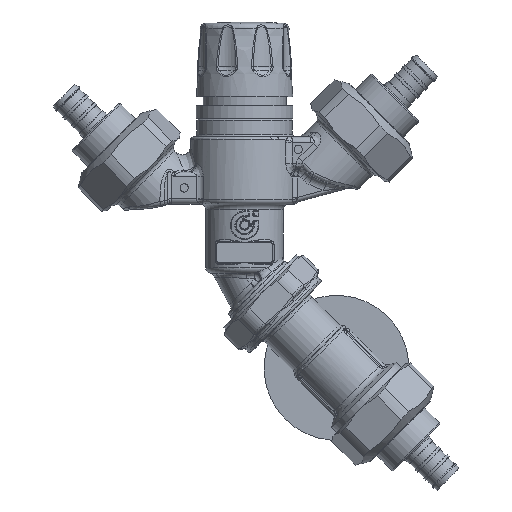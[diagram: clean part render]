
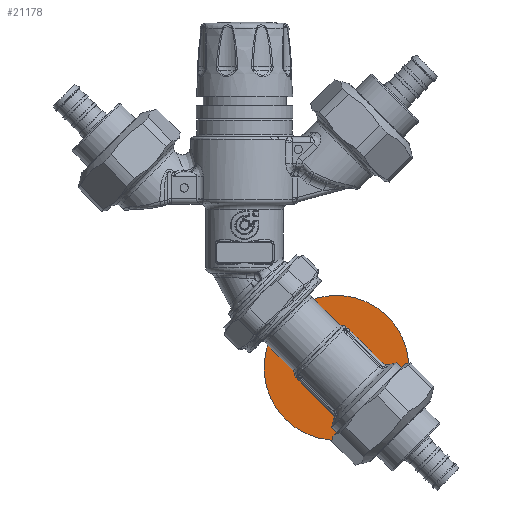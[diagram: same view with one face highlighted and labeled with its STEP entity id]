
A CAD part, top view. The second image highlights one B-rep face of the part: STEP entity #21178.
In plain terms, the highlighted face is planar.
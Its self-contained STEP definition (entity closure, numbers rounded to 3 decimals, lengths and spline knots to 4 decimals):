
#2398=FACE_BOUND('',#5591,.T.);
#4136=FACE_OUTER_BOUND('',#5590,.T.);
#5590=EDGE_LOOP('',(#19149));
#5591=EDGE_LOOP('',(#19150));
#8545=CIRCLE('',#23665,1.03);
#8549=CIRCLE('',#23673,0.3);
#10233=VERTEX_POINT('',#73976);
#10237=VERTEX_POINT('',#73990);
#13216=EDGE_CURVE('',#10233,#10233,#8545,.T.);
#13222=EDGE_CURVE('',#10237,#10237,#8549,.T.);
#19149=ORIENTED_EDGE('',*,*,#13216,.T.);
#19150=ORIENTED_EDGE('',*,*,#13222,.T.);
#19867=PLANE('',#23675);
#21178=ADVANCED_FACE('',(#4136,#2398),#19867,.F.);
#23665=AXIS2_PLACEMENT_3D('',#73978,#29126,#29127);
#23673=AXIS2_PLACEMENT_3D('',#73992,#29144,#29145);
#23675=AXIS2_PLACEMENT_3D('',#73994,#29148,#29149);
#29126=DIRECTION('center_axis',(-1.,0.,0.));
#29127=DIRECTION('ref_axis',(0.,1.,0.));
#29144=DIRECTION('center_axis',(1.,0.,0.));
#29145=DIRECTION('ref_axis',(0.,-1.,0.));
#29148=DIRECTION('center_axis',(1.,0.,0.));
#29149=DIRECTION('ref_axis',(0.,-1.,0.));
#73976=CARTESIAN_POINT('',(1.0824,-1.03,0.));
#73978=CARTESIAN_POINT('Origin',(1.0824,0.,
0.));
#73990=CARTESIAN_POINT('',(1.0824,0.3,0.));
#73992=CARTESIAN_POINT('Origin',(1.0824,0.,
0.));
#73994=CARTESIAN_POINT('Origin',(1.0824,0.,
0.));
